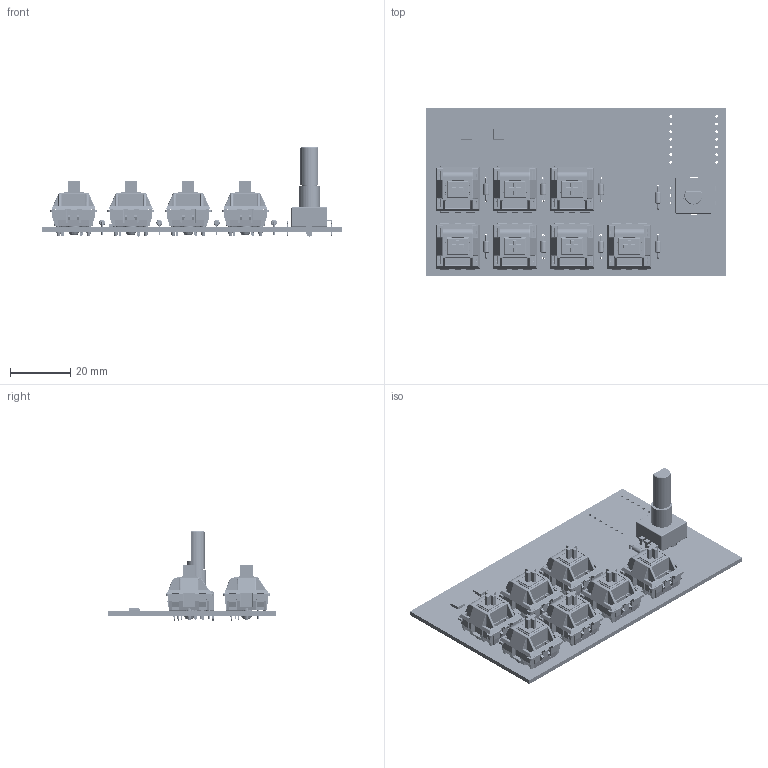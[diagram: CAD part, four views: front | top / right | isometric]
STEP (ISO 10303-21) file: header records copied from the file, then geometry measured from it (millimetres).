
FILE_DESCRIPTION(('KiCad electronic assembly'),'2;1');
FILE_NAME('numapad5.step','2025-02-16T22:05:31',('Pcbnew'),('Kicad'), 'Open CASCADE STEP processor 7.8','KiCad to STEP converter','Unknown' );
FILE_SCHEMA(('AUTOMOTIVE_DESIGN { 1 0 10303 214 1 1 1 1 }'));
Length unit declared in the file: millimetre
Products named in the file (14): numapad5 1; D_DO-35_SOD27_P7.62mm_Horizontal; SW_Cherry_MX_PCB; RotaryEncoder_Alps_EC11E-Switch_Vertical_H20mm; SK6812_Mini; SK6812_Mini004; SK6812_Mini003; SK6812_Mini005; SK6812_Mini002; SK6812_Mini001; numapad_copper; numapad_PCB; numapad5 2
Assembly tree (26 placements, depth 3):
  numapad5 1
    D_DO-35_SOD27_P7.62mm_Horizontal  x8
    SW_Cherry_MX_PCB  x7
    RotaryEncoder_Alps_EC11E-Switch_Vertical_H20mm
    SK6812_Mini  x2
      SK6812_Mini
      SK6812_Mini004
      SK6812_Mini003
      SK6812_Mini005
      SK6812_Mini002
      SK6812_Mini001
    numapad_copper
    numapad_PCB
  numapad5 2
Bounding box: 100 x 56.2 x 29.76 mm (x, y, z)
Volume: 16908.1 mm3; surface area: 36436 mm2
Topology: 80 solids, 80 shells, 7051 faces, 18955 edges, 13829 vertices
Faces by surface type: plane 4331, cylinder 1943, torus 284, bspline 224, sphere 190, cone 79
Full cylindrical faces by diameter (mm): 0.5 x24, 0.8 x16, 0.889 x14, 1 x5, 1.5 x14, 1.7 x14, 2 x16, 2.02 x8, 4 x7, 5 x1, 6 x1, 6.884 x1
Entity records: 61949 total; most frequent: CARTESIAN_POINT 19094, DIRECTION 6819, ORIENTED_EDGE 6364, EDGE_CURVE 3182, LINE 2695, VECTOR 2695, AXIS2_PLACEMENT_3D 2062, VERTEX_POINT 2021
